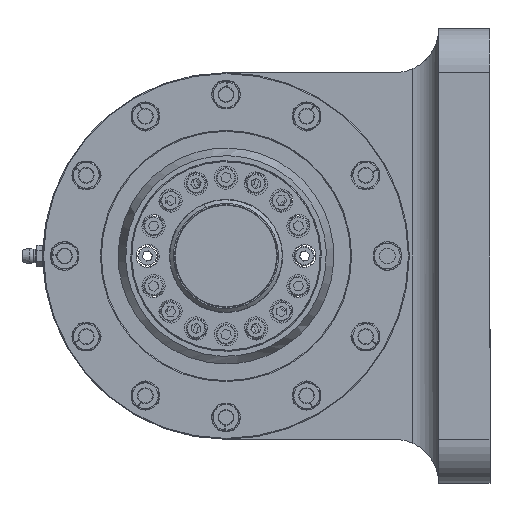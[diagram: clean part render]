
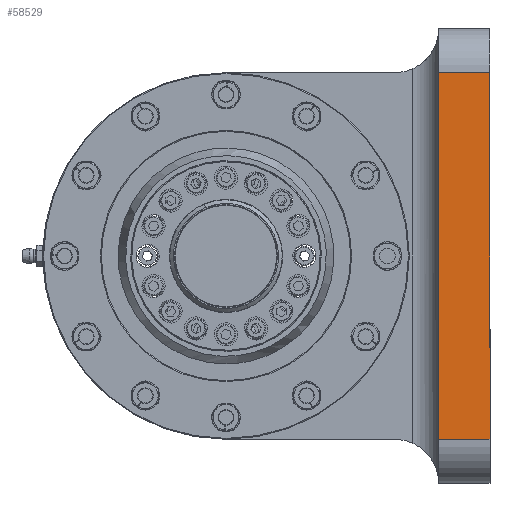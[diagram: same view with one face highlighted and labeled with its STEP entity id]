
A CAD part, left-side view. The second image highlights one B-rep face of the part: STEP entity #58529.
In plain terms, the highlighted planar face has unit normal (-1, 0, 0).
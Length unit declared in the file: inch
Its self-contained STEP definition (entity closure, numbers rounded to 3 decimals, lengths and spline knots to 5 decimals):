
#2359 = DIRECTION ( 'NONE',  ( 0., 0., -1. ) ) ;
#4922 = CARTESIAN_POINT ( 'NONE',  ( -19.2995, -4.5, 3.125 ) ) ;
#6648 = EDGE_LOOP ( 'NONE', ( #39746, #37350, #22714, #22410 ) ) ;
#7023 = VECTOR ( 'NONE', #2359, 39.37008 ) ;
#7988 = LINE ( 'NONE', #26858, #27575 ) ;
#8988 = DIRECTION ( 'NONE',  ( 1., 0., 0. ) ) ;
#10648 = LINE ( 'NONE', #29537, #42902 ) ;
#16560 = VERTEX_POINT ( 'NONE', #4922 ) ;
#16654 = EDGE_CURVE ( 'NONE', #19176, #38305, #25780, .T. ) ;
#19176 = VERTEX_POINT ( 'NONE', #23862 ) ;
#21212 = LINE ( 'NONE', #40096, #27908 ) ;
#21566 = CARTESIAN_POINT ( 'NONE',  ( -19.2995, -3.625, -3.125 ) ) ;
#21794 = AXIS2_PLACEMENT_3D ( 'NONE', #51414, #8988, #27864 ) ;
#22410 = ORIENTED_EDGE ( 'NONE', *, *, #35592, .T. ) ;
#22714 = ORIENTED_EDGE ( 'NONE', *, *, #53160, .T. ) ;
#23862 = CARTESIAN_POINT ( 'NONE',  ( -19.2995, -3.625, 3.125 ) ) ;
#25780 = LINE ( 'NONE', #44676, #7023 ) ;
#25953 = VERTEX_POINT ( 'NONE', #31480 ) ;
#26616 = FACE_OUTER_BOUND ( 'NONE', #6648, .T. ) ;
#26858 = CARTESIAN_POINT ( 'NONE',  ( -19.2995, -4.5, -3.875 ) ) ;
#27575 = VECTOR ( 'NONE', #45740, 39.37008 ) ;
#27864 = DIRECTION ( 'NONE',  ( 0., 1., 0. ) ) ;
#27908 = VECTOR ( 'NONE', #58966, 39.37008 ) ;
#29537 = CARTESIAN_POINT ( 'NONE',  ( -19.2995, -3.625, 3.125 ) ) ;
#31480 = CARTESIAN_POINT ( 'NONE',  ( -19.2995, -4.5, -3.125 ) ) ;
#35592 = EDGE_CURVE ( 'NONE', #16560, #19176, #10648, .T. ) ;
#35992 = EDGE_CURVE ( 'NONE', #38305, #25953, #21212, .T. ) ;
#37350 = ORIENTED_EDGE ( 'NONE', *, *, #35992, .T. ) ;
#38305 = VERTEX_POINT ( 'NONE', #21566 ) ;
#39746 = ORIENTED_EDGE ( 'NONE', *, *, #16654, .T. ) ;
#40096 = CARTESIAN_POINT ( 'NONE',  ( -19.2995, -4.5, -3.125 ) ) ;
#42902 = VECTOR ( 'NONE', #48486, 39.37008 ) ;
#44676 = CARTESIAN_POINT ( 'NONE',  ( -19.2995, -3.625, 3.875 ) ) ;
#45740 = DIRECTION ( 'NONE',  ( 0., 0., 1. ) ) ;
#46121 = PLANE ( 'NONE',  #21794 ) ;
#48486 = DIRECTION ( 'NONE',  ( 0., 1., 0. ) ) ;
#51414 = CARTESIAN_POINT ( 'NONE',  ( -19.2995, -2.875, 3.875 ) ) ;
#53160 = EDGE_CURVE ( 'NONE', #25953, #16560, #7988, .T. ) ;
#58529 = ADVANCED_FACE ( 'NONE', ( #26616 ), #46121, .F. ) ;
#58966 = DIRECTION ( 'NONE',  ( 0., -1., 0. ) ) ;
